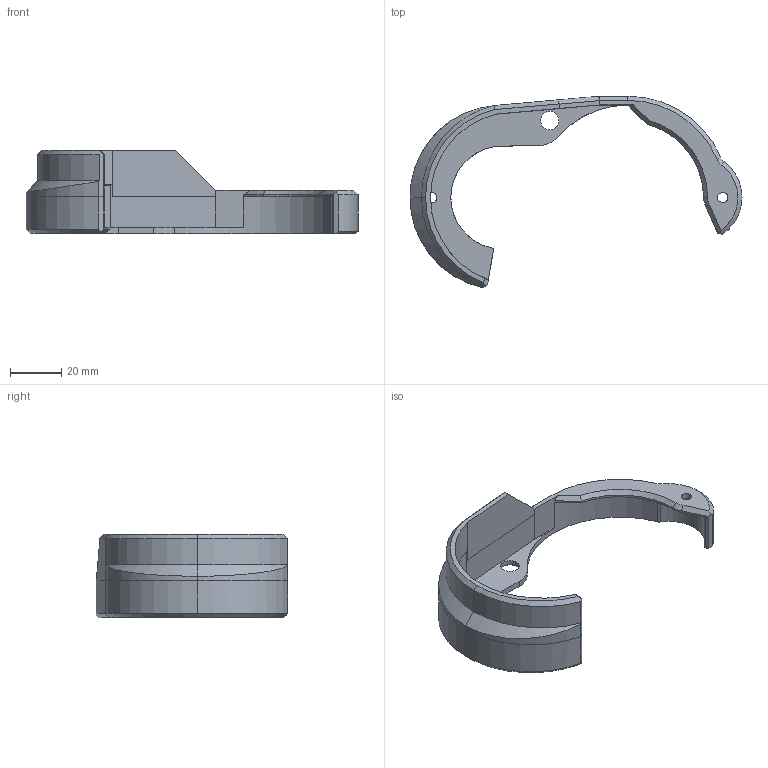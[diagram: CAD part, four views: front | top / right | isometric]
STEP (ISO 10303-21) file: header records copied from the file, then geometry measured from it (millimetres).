
FILE_DESCRIPTION(('HOOPS Exchange Step'),'2;1');
FILE_NAME('temp_export','2021-03-30T01:53:30-04:00',('poastoast'),('Shapr3D Limited'),'HOOPS Exchange 2020.2','Shapr3D','Authorized');
FILE_SCHEMA( ('AP203_CONFIGURATION_CONTROLLED_3D_DESIGN_OF_MECHANICAL_PARTS_AND_ASSEMBLIES_MIM_LF') );
Length unit declared in the file: millimetre
Products named in the file (1): AC7EDCE5-50FE-4E76-B226-2E0D3B1B6AFB.tmp
Bounding box: 129.49 x 74.68 x 32.4 mm (x, y, z)
Volume: 23781.1 mm3; surface area: 16532.9 mm2
Topology: 1 solids, 1 shells, 74 faces, 196 edges, 124 vertices
Faces by surface type: plane 33, cylinder 25, cone 16
Full cylindrical faces by diameter (mm): 4 x2, 7.2 x1
Entity records: 2553 total; most frequent: CARTESIAN_POINT 662, DIRECTION 393, ORIENTED_EDGE 392, EDGE_CURVE 196, AXIS2_PLACEMENT_3D 139, VERTEX_POINT 124, VECTOR 115, LINE 115
